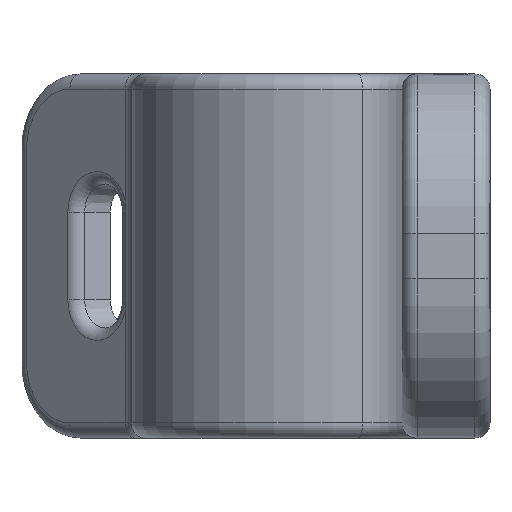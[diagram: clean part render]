
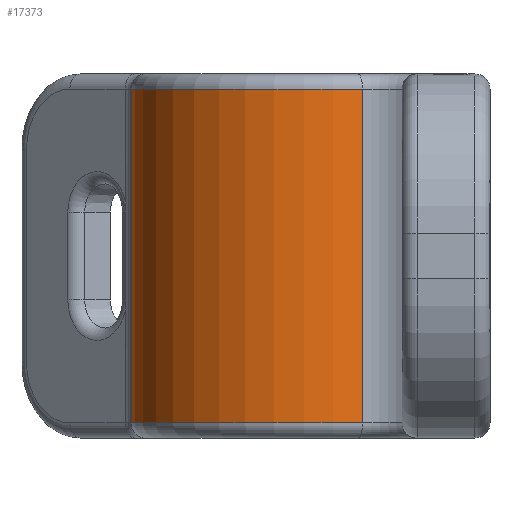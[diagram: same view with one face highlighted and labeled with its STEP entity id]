
A CAD part, left-side view. The second image highlights one B-rep face of the part: STEP entity #17373.
In plain terms, the highlighted cylindrical face has radius 7.15 mm (diameter 14.3 mm), a partial arc.
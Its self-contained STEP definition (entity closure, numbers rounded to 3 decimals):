
#241=CARTESIAN_POINT('',(0.,0.,-6.65));
#242=DIRECTION('',(0.,0.,-1.));
#243=DIRECTION('',(-0.957,-0.29,0.));
#244=AXIS2_PLACEMENT_3D('',#241,#242,#243);
#2331=DIRECTION('',(0.,0.,1.));
#2332=VECTOR('',#2331,13.3);
#2333=CARTESIAN_POINT('',(-6.844,-2.071,-6.65));
#2334=LINE('',#2333,#2332);
#2339=DIRECTION('',(0.,0.,1.));
#2340=VECTOR('',#2339,13.3);
#2341=CARTESIAN_POINT('',(0.934,7.089,-6.65));
#2342=LINE('',#2341,#2340);
#2556=CARTESIAN_POINT('',(0.,0.,6.65));
#2557=DIRECTION('',(0.,0.,1.));
#2558=DIRECTION('',(0.131,0.991,0.));
#2559=AXIS2_PLACEMENT_3D('',#2556,#2557,#2558);
#12419=CARTESIAN_POINT('',(-6.844,-2.071,-6.65));
#12420=CARTESIAN_POINT('',(-6.844,-2.071,6.65));
#12421=VERTEX_POINT('',#12419);
#12422=VERTEX_POINT('',#12420);
#12427=CARTESIAN_POINT('',(0.934,7.089,-6.65));
#12428=CARTESIAN_POINT('',(0.934,7.089,6.65));
#12429=VERTEX_POINT('',#12427);
#12430=VERTEX_POINT('',#12428);
#17360=CARTESIAN_POINT('',(0.,0.,-7.25));
#17361=DIRECTION('',(0.,0.,1.));
#17362=DIRECTION('',(1.,0.,0.));
#17363=AXIS2_PLACEMENT_3D('',#17360,#17361,#17362);
#17364=CYLINDRICAL_SURFACE('',#17363,7.15);
#17365=ORIENTED_EDGE('',*,*,#17352,.F.);
#17366=ORIENTED_EDGE('',*,*,#14943,.T.);
#17368=ORIENTED_EDGE('',*,*,#17367,.T.);
#17370=ORIENTED_EDGE('',*,*,#17369,.T.);
#17371=EDGE_LOOP('',(#17365,#17366,#17368,#17370));
#17372=FACE_OUTER_BOUND('',#17371,.F.);
#17373=ADVANCED_FACE('',(#17372),#17364,.T.);
#245=CIRCLE('',#244,7.15);
#2560=CIRCLE('',#2559,7.15);
#14943=EDGE_CURVE('',#12421,#12429,#245,.T.);
#17352=EDGE_CURVE('',#12421,#12422,#2334,.T.);
#17367=EDGE_CURVE('',#12429,#12430,#2342,.T.);
#17369=EDGE_CURVE('',#12430,#12422,#2560,.T.);
